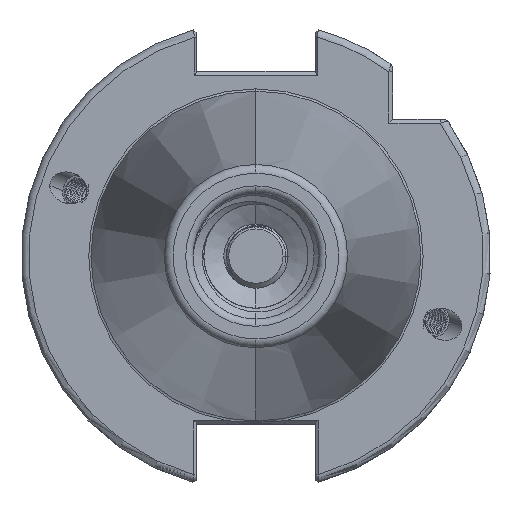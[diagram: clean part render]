
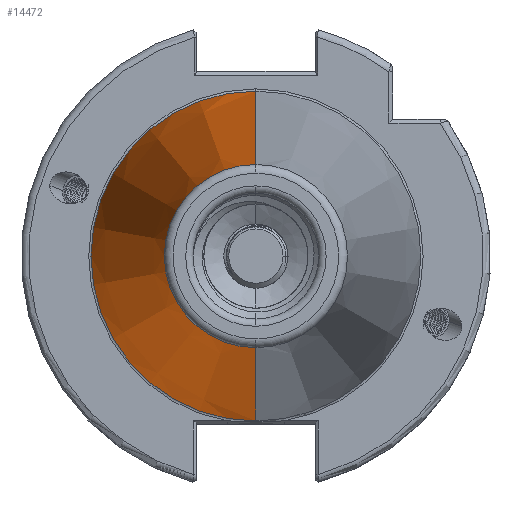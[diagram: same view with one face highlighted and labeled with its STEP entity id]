
A CAD part, left-side view. The second image highlights one B-rep face of the part: STEP entity #14472.
In plain terms, the highlighted conical face has half-angle 8.297 degrees and reference radius 22.692 mm.
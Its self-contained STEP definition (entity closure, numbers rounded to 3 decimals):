
#5940 = AXIS2_PLACEMENT_3D ( 'NONE', #24623, #24614, #24621 ) ;
#6217 = AXIS2_PLACEMENT_3D ( 'NONE', #15240, #15190, #15224 ) ;
#6267 = AXIS2_PLACEMENT_3D ( 'NONE', #16086, #16084, #16108 ) ;
#9321 = CARTESIAN_POINT ( 'NONE',  ( -2.5, 0., 22.327 ) ) ;
#9387 = CARTESIAN_POINT ( 'NONE',  ( -70.573, 0., -12.4 ) ) ;
#9388 = CARTESIAN_POINT ( 'NONE',  ( -2.5, 0., -22.327 ) ) ;
#9433 = CARTESIAN_POINT ( 'NONE',  ( -70.573, 0., 12.4 ) ) ;
#12680 = VERTEX_POINT ( 'NONE', #9321 ) ;
#12705 = VERTEX_POINT ( 'NONE', #9388 ) ;
#12717 = VERTEX_POINT ( 'NONE', #9387 ) ;
#12798 = VERTEX_POINT ( 'NONE', #9433 ) ;
#13348 = EDGE_CURVE ( 'NONE', #12717, #12705, #18875, .T. ) ;
#13354 = EDGE_CURVE ( 'NONE', #12705, #12680, #18885, .T. ) ;
#13442 = EDGE_CURVE ( 'NONE', #12717, #12798, #18552, .T. ) ;
#13458 = EDGE_CURVE ( 'NONE', #12798, #12680, #18544, .T. ) ;
#14472 = ADVANCED_FACE ( 'NONE', ( #21590 ), #21581, .T. ) ;
#15096 = CARTESIAN_POINT ( 'NONE',  ( 0., 0., -22.692 ) ) ;
#15150 = DIRECTION ( 'NONE',  ( 0.99, 0., -0.144 ) ) ;
#15190 = DIRECTION ( 'NONE',  ( 1., 0., 0. ) ) ;
#15224 = DIRECTION ( 'NONE',  ( 0., 0., -1. ) ) ;
#15240 = CARTESIAN_POINT ( 'NONE',  ( -2.5, 0., 0. ) ) ;
#16084 = DIRECTION ( 'NONE',  ( 1., 0., 0. ) ) ;
#16086 = CARTESIAN_POINT ( 'NONE',  ( -70.573, 0., 0. ) ) ;
#16108 = DIRECTION ( 'NONE',  ( 0., 0., 1. ) ) ;
#16155 = EDGE_LOOP ( 'NONE', ( #19174, #19128, #19188, #19151 ) ) ;
#18528 = VECTOR ( 'NONE', #25761, 1000. ) ;
#18544 = LINE ( 'NONE', #25758, #18528 ) ;
#18552 = CIRCLE ( 'NONE', #6267, 12.4 ) ;
#18875 = LINE ( 'NONE', #15096, #18876 ) ;
#18876 = VECTOR ( 'NONE', #15150, 1000. ) ;
#18885 = CIRCLE ( 'NONE', #6217, 22.327 ) ;
#19128 = ORIENTED_EDGE ( 'NONE', *, *, #13458, .T. ) ;
#19151 = ORIENTED_EDGE ( 'NONE', *, *, #13348, .F. ) ;
#19174 = ORIENTED_EDGE ( 'NONE', *, *, #13442, .T. ) ;
#19188 = ORIENTED_EDGE ( 'NONE', *, *, #13354, .F. ) ;
#21581 = CONICAL_SURFACE ( 'NONE', #5940, 22.692, 0.145 ) ;
#21590 = FACE_OUTER_BOUND ( 'NONE', #16155, .T. ) ;
#24614 = DIRECTION ( 'NONE',  ( 1., 0., 0. ) ) ;
#24621 = DIRECTION ( 'NONE',  ( 0., 0., -1. ) ) ;
#24623 = CARTESIAN_POINT ( 'NONE',  ( 0., 0., 0. ) ) ;
#25758 = CARTESIAN_POINT ( 'NONE',  ( 0., 0., 22.692 ) ) ;
#25761 = DIRECTION ( 'NONE',  ( 0.99, 0., 0.144 ) ) ;
